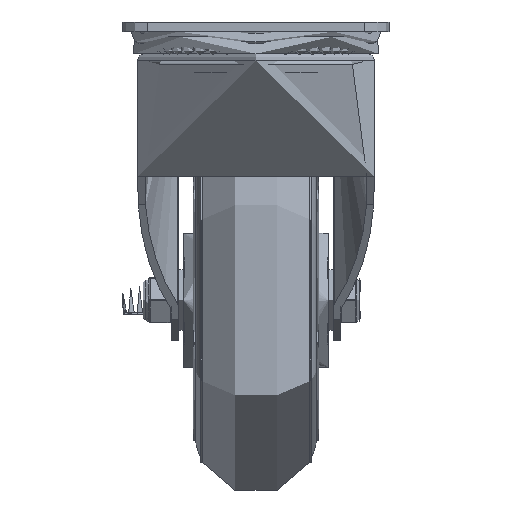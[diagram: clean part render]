
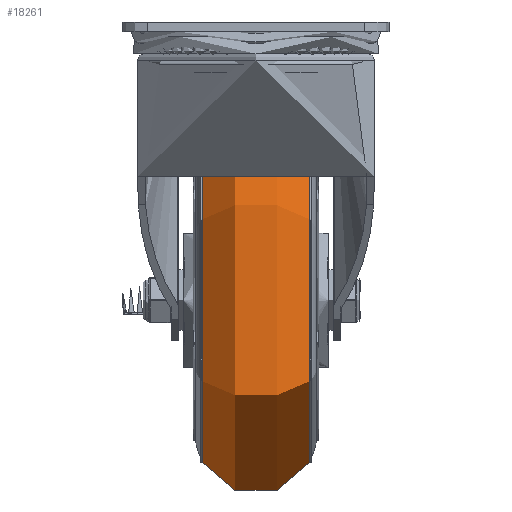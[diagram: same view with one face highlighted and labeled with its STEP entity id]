
A CAD part, left-side view. The second image highlights one B-rep face of the part: STEP entity #18261.
In plain terms, the highlighted toroidal (fillet/blend) face has major radius 54.795 mm and minor radius 25.204 mm.
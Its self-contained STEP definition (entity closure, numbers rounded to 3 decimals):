
#2322=TOROIDAL_SURFACE('',#19924,54.795,25.205);
#2665=FACE_OUTER_BOUND('',#3834,.T.);
#3834=EDGE_LOOP('',(#13775,#13776,#13777,#13778,#13779,#13780));
#7164=CIRCLE('',#19925,67.);
#7165=CIRCLE('',#19926,67.);
#7166=CIRCLE('',#19927,25.205);
#7167=CIRCLE('',#19928,67.);
#7168=CIRCLE('',#19929,67.);
#8299=VERTEX_POINT('',#30595);
#8300=VERTEX_POINT('',#30596);
#8301=VERTEX_POINT('',#30599);
#8302=VERTEX_POINT('',#30601);
#10301=EDGE_CURVE('',#8299,#8300,#7164,.T.);
#10302=EDGE_CURVE('',#8300,#8299,#7165,.T.);
#10303=EDGE_CURVE('',#8300,#8301,#7166,.T.);
#10304=EDGE_CURVE('',#8301,#8302,#7167,.T.);
#10305=EDGE_CURVE('',#8302,#8301,#7168,.T.);
#13775=ORIENTED_EDGE('',*,*,#10301,.F.);
#13776=ORIENTED_EDGE('',*,*,#10302,.F.);
#13777=ORIENTED_EDGE('',*,*,#10303,.T.);
#13778=ORIENTED_EDGE('',*,*,#10304,.T.);
#13779=ORIENTED_EDGE('',*,*,#10305,.T.);
#13780=ORIENTED_EDGE('',*,*,#10303,.F.);
#18261=ADVANCED_FACE('',(#2665),#2322,.T.);
#19924=AXIS2_PLACEMENT_3D('',#30594,#22727,#22728);
#19925=AXIS2_PLACEMENT_3D('',#30597,#22729,#22730);
#19926=AXIS2_PLACEMENT_3D('',#30598,#22731,#22732);
#19927=AXIS2_PLACEMENT_3D('',#30600,#22733,#22734);
#19928=AXIS2_PLACEMENT_3D('',#30602,#22735,#22736);
#19929=AXIS2_PLACEMENT_3D('',#30603,#22737,#22738);
#22727=DIRECTION('center_axis',(0.,-1.,0.));
#22728=DIRECTION('ref_axis',(0.,0.,-1.));
#22729=DIRECTION('center_axis',(0.,-1.,0.));
#22730=DIRECTION('ref_axis',(0.,0.,
1.));
#22731=DIRECTION('center_axis',(0.,-1.,0.));
#22732=DIRECTION('ref_axis',(0.,0.,
1.));
#22733=DIRECTION('center_axis',(-1.,0.,0.));
#22734=DIRECTION('ref_axis',(0.,0.,
1.));
#22735=DIRECTION('center_axis',(0.,-1.,0.));
#22736=DIRECTION('ref_axis',(0.,0.,
1.));
#22737=DIRECTION('center_axis',(0.,-1.,0.));
#22738=DIRECTION('ref_axis',(0.,0.,
1.));
#30594=CARTESIAN_POINT('Origin',(0.,0.,
0.));
#30595=CARTESIAN_POINT('',(0.,-22.053,-67.));
#30596=CARTESIAN_POINT('',(0.,-22.053,67.));
#30597=CARTESIAN_POINT('Origin',(0.,-22.053,
0.));
#30598=CARTESIAN_POINT('Origin',(0.,-22.053,
0.));
#30599=CARTESIAN_POINT('',(0.,22.053,67.));
#30600=CARTESIAN_POINT('Origin',(0.,0.,
54.795));
#30601=CARTESIAN_POINT('',(0.,22.053,-67.));
#30602=CARTESIAN_POINT('Origin',(0.,22.053,
0.));
#30603=CARTESIAN_POINT('Origin',(0.,22.053,
0.));
